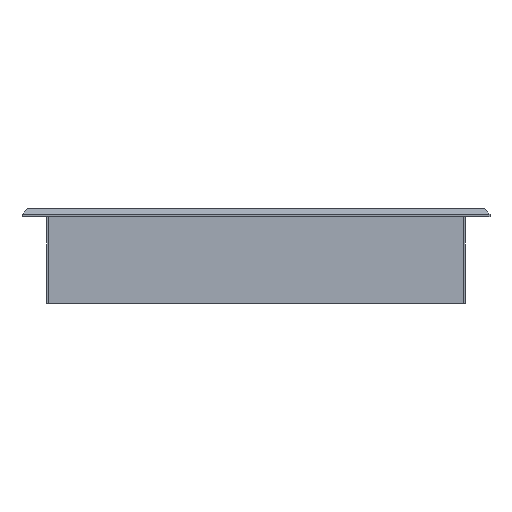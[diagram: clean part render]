
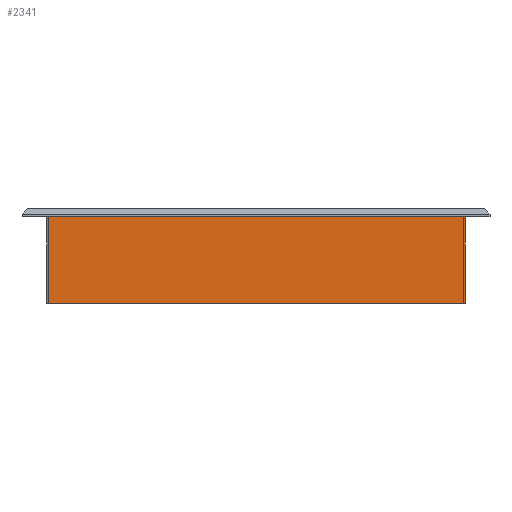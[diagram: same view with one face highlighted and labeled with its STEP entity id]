
A CAD part, front view. The second image highlights one B-rep face of the part: STEP entity #2341.
In plain terms, the highlighted planar face has unit normal (0, -1, 0).
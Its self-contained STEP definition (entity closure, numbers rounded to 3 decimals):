
#70 = VECTOR ( 'NONE', #805, 1000. ) ;
#155 = FACE_OUTER_BOUND ( 'NONE', #918, .T. ) ;
#273 = DIRECTION ( 'NONE',  ( 0., -1., 0. ) ) ;
#419 = ORIENTED_EDGE ( 'NONE', *, *, #909, .F. ) ;
#630 = DIRECTION ( 'NONE',  ( 1., 0., 0. ) ) ;
#805 = DIRECTION ( 'NONE',  ( 0., 0., 1. ) ) ;
#909 = EDGE_CURVE ( 'NONE', #1785, #1942, #3224, .T. ) ;
#918 = EDGE_LOOP ( 'NONE', ( #1625, #419, #2276, #3249 ) ) ;
#945 = LINE ( 'NONE', #2693, #3062 ) ;
#1103 = VECTOR ( 'NONE', #630, 1000. ) ;
#1407 = VERTEX_POINT ( 'NONE', #2581 ) ;
#1454 = CARTESIAN_POINT ( 'NONE',  ( -115., -115., 0. ) ) ;
#1500 = CARTESIAN_POINT ( 'NONE',  ( 115., -115., 0. ) ) ;
#1510 = PLANE ( 'NONE',  #2843 ) ;
#1625 = ORIENTED_EDGE ( 'NONE', *, *, #2367, .T. ) ;
#1785 = VERTEX_POINT ( 'NONE', #1454 ) ;
#1828 = LINE ( 'NONE', #2310, #70 ) ;
#1920 = CARTESIAN_POINT ( 'NONE',  ( 115., -115., 0. ) ) ;
#1942 = VERTEX_POINT ( 'NONE', #1500 ) ;
#2227 = EDGE_CURVE ( 'NONE', #2891, #1785, #945, .T. ) ;
#2229 = DIRECTION ( 'NONE',  ( 0., 0., 1. ) ) ;
#2276 = ORIENTED_EDGE ( 'NONE', *, *, #2227, .F. ) ;
#2310 = CARTESIAN_POINT ( 'NONE',  ( 115., -115., -47.5 ) ) ;
#2341 = ADVANCED_FACE ( 'NONE', ( #155 ), #1510, .T. ) ;
#2367 = EDGE_CURVE ( 'NONE', #1407, #1942, #1828, .T. ) ;
#2409 = VECTOR ( 'NONE', #3111, 1000. ) ;
#2453 = EDGE_CURVE ( 'NONE', #2891, #1407, #3094, .T. ) ;
#2557 = DIRECTION ( 'NONE',  ( 1., 0., 0. ) ) ;
#2581 = CARTESIAN_POINT ( 'NONE',  ( 115., -115., -47.5 ) ) ;
#2582 = CARTESIAN_POINT ( 'NONE',  ( -115., -115., -47.5 ) ) ;
#2693 = CARTESIAN_POINT ( 'NONE',  ( -115., -115., -47.5 ) ) ;
#2832 = CARTESIAN_POINT ( 'NONE',  ( -115., -115., -47.5 ) ) ;
#2843 = AXIS2_PLACEMENT_3D ( 'NONE', #2582, #273, #2557 ) ;
#2891 = VERTEX_POINT ( 'NONE', #3070 ) ;
#3062 = VECTOR ( 'NONE', #2229, 1000. ) ;
#3070 = CARTESIAN_POINT ( 'NONE',  ( -115., -115., -47.5 ) ) ;
#3094 = LINE ( 'NONE', #2832, #2409 ) ;
#3111 = DIRECTION ( 'NONE',  ( 1., 0., 0. ) ) ;
#3224 = LINE ( 'NONE', #1920, #1103 ) ;
#3249 = ORIENTED_EDGE ( 'NONE', *, *, #2453, .T. ) ;
